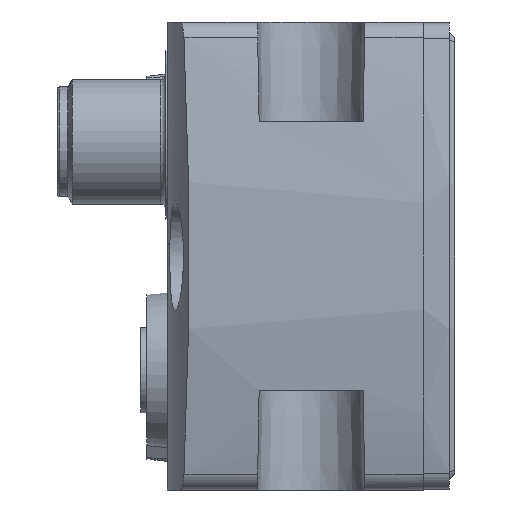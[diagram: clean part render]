
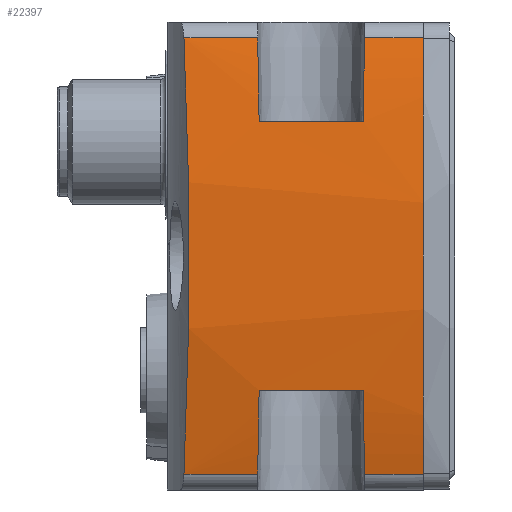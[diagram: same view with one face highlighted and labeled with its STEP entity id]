
A CAD part, left-side view. The second image highlights one B-rep face of the part: STEP entity #22397.
In plain terms, the highlighted cylindrical face has radius 88.394 mm (diameter 176.788 mm), a partial arc.
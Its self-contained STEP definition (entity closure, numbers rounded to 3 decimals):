
#91=B_SPLINE_CURVE_WITH_KNOTS('',3,(#30689,#30690,#30691,#30692,#30693,
#30694),.UNSPECIFIED.,.F.,.F.,(4,1,1,4),(0.,0.021,
0.032,0.042),.UNSPECIFIED.);
#204=ELLIPSE('',#23523,88.408,88.394);
#205=ELLIPSE('',#23524,88.408,88.394);
#206=ELLIPSE('',#23528,88.408,88.394);
#207=ELLIPSE('',#23529,88.408,88.394);
#233=CYLINDRICAL_SURFACE('',#23522,88.394);
#604=CIRCLE('',#23525,88.394);
#605=CIRCLE('',#23526,88.394);
#606=CIRCLE('',#23527,88.394);
#1917=ORIENTED_EDGE('',*,*,#6407,.T.);
#1918=ORIENTED_EDGE('',*,*,#6411,.T.);
#1919=ORIENTED_EDGE('',*,*,#6404,.T.);
#1920=ORIENTED_EDGE('',*,*,#6412,.T.);
#1921=ORIENTED_EDGE('',*,*,#6413,.T.);
#1922=ORIENTED_EDGE('',*,*,#6414,.T.);
#1923=ORIENTED_EDGE('',*,*,#6415,.T.);
#1924=ORIENTED_EDGE('',*,*,#6416,.T.);
#1925=ORIENTED_EDGE('',*,*,#6417,.F.);
#1926=ORIENTED_EDGE('',*,*,#6418,.F.);
#1927=ORIENTED_EDGE('',*,*,#6397,.F.);
#1928=ORIENTED_EDGE('',*,*,#6419,.F.);
#1929=ORIENTED_EDGE('',*,*,#6420,.F.);
#1930=ORIENTED_EDGE('',*,*,#6234,.T.);
#6234=EDGE_CURVE('',#8527,#8526,#91,.T.);
#6397=EDGE_CURVE('',#8626,#8627,#10126,.T.);
#6404=EDGE_CURVE('',#8631,#8633,#10131,.T.);
#6407=EDGE_CURVE('',#8526,#8634,#10132,.T.);
#6411=EDGE_CURVE('',#8634,#8631,#204,.F.);
#6412=EDGE_CURVE('',#8633,#8635,#205,.F.);
#6413=EDGE_CURVE('',#8635,#8636,#10133,.T.);
#6414=EDGE_CURVE('',#8636,#8637,#604,.T.);
#6415=EDGE_CURVE('',#8637,#8638,#605,.T.);
#6416=EDGE_CURVE('',#8638,#8639,#606,.T.);
#6417=EDGE_CURVE('',#8640,#8639,#10134,.T.);
#6418=EDGE_CURVE('',#8627,#8640,#206,.T.);
#6419=EDGE_CURVE('',#8641,#8626,#207,.T.);
#6420=EDGE_CURVE('',#8527,#8641,#10135,.T.);
#8526=VERTEX_POINT('',#30688);
#8527=VERTEX_POINT('',#30695);
#8626=VERTEX_POINT('',#31066);
#8627=VERTEX_POINT('',#31067);
#8631=VERTEX_POINT('',#31076);
#8633=VERTEX_POINT('',#31080);
#8634=VERTEX_POINT('',#31086);
#8635=VERTEX_POINT('',#31096);
#8636=VERTEX_POINT('',#31098);
#8637=VERTEX_POINT('',#31100);
#8638=VERTEX_POINT('',#31102);
#8639=VERTEX_POINT('',#31104);
#8640=VERTEX_POINT('',#31106);
#8641=VERTEX_POINT('',#31109);
#10126=LINE('',#31065,#11719);
#10131=LINE('',#31081,#11724);
#10132=LINE('',#31087,#11725);
#10133=LINE('',#31097,#11726);
#10134=LINE('',#31105,#11727);
#10135=LINE('',#31110,#11728);
#11719=VECTOR('',#25847,1000.);
#11724=VECTOR('',#25858,1000.);
#11725=VECTOR('',#25867,1000.);
#11726=VECTOR('',#25884,1000.);
#11727=VECTOR('',#25891,1000.);
#11728=VECTOR('',#25896,1000.);
#13015=EDGE_LOOP('',(#1917,#1918,#1919,#1920,#1921,#1922,#1923,#1924,#1925,
#1926,#1927,#1928,#1929,#1930));
#14162=FACE_BOUND('',#13015,.T.);
#22397=ADVANCED_FACE('',(#14162),#233,.T.);
#23522=AXIS2_PLACEMENT_3D('',#31093,#25878,#25879);
#23523=AXIS2_PLACEMENT_3D('',#31094,#25880,#25881);
#23524=AXIS2_PLACEMENT_3D('',#31095,#25882,#25883);
#23525=AXIS2_PLACEMENT_3D('',#31099,#25885,#25886);
#23526=AXIS2_PLACEMENT_3D('',#31101,#25887,#25888);
#23527=AXIS2_PLACEMENT_3D('',#31103,#25889,#25890);
#23528=AXIS2_PLACEMENT_3D('',#31107,#25892,#25893);
#23529=AXIS2_PLACEMENT_3D('',#31108,#25894,#25895);
#25847=DIRECTION('',(0.,-1.,0.));
#25858=DIRECTION('',(0.,-1.,0.));
#25867=DIRECTION('',(0.,-1.,0.));
#25878=DIRECTION('',(0.,-1.,0.));
#25879=DIRECTION('',(0.,0.,-1.));
#25880=DIRECTION('',(0.,-1.,-0.017));
#25881=DIRECTION('',(0.,-0.017,1.));
#25882=DIRECTION('',(0.,1.,-0.017));
#25883=DIRECTION('',(0.,-0.017,-1.));
#25884=DIRECTION('',(0.,-1.,0.));
#25885=DIRECTION('',(0.,1.,0.));
#25886=DIRECTION('',(1.,0.,0.));
#25887=DIRECTION('',(0.,1.,0.));
#25888=DIRECTION('',(1.,0.,0.));
#25889=DIRECTION('',(0.,1.,0.));
#25890=DIRECTION('',(1.,0.,0.));
#25891=DIRECTION('',(0.,-1.,0.));
#25892=DIRECTION('',(0.,1.,0.017));
#25893=DIRECTION('',(0.,-0.017,1.));
#25894=DIRECTION('',(0.,-1.,0.017));
#25895=DIRECTION('',(0.,-0.017,-1.));
#25896=DIRECTION('',(0.,-1.,0.));
#30688=CARTESIAN_POINT('',(-82.455,26.029,-20.975));
#30689=CARTESIAN_POINT('',(-82.455,26.029,20.975));
#30690=CARTESIAN_POINT('',(-84.141,25.715,14.073));
#30691=CARTESIAN_POINT('',(-85.396,25.429,3.644));
#30692=CARTESIAN_POINT('',(-84.566,25.613,-10.537));
#30693=CARTESIAN_POINT('',(-83.299,25.872,-17.523));
#30694=CARTESIAN_POINT('',(-82.455,26.029,-20.975));
#30695=CARTESIAN_POINT('',(-82.455,26.029,20.975));
#31065=CARTESIAN_POINT('',(-84.026,27.6,12.95));
#31066=CARTESIAN_POINT('',(-84.026,18.8,12.95));
#31067=CARTESIAN_POINT('',(-84.026,8.8,12.95));
#31076=CARTESIAN_POINT('',(-84.026,18.8,-12.95));
#31080=CARTESIAN_POINT('',(-84.026,8.8,-12.95));
#31081=CARTESIAN_POINT('',(-84.026,27.6,-12.95));
#31086=CARTESIAN_POINT('',(-82.455,18.94,-20.975));
#31087=CARTESIAN_POINT('',(-82.455,27.6,-20.975));
#31093=CARTESIAN_POINT('',(3.414,27.6,0.));
#31094=CARTESIAN_POINT('',(3.414,18.574,0.));
#31095=CARTESIAN_POINT('',(3.414,9.026,0.));
#31096=CARTESIAN_POINT('',(-82.455,8.66,-20.975));
#31097=CARTESIAN_POINT('',(-82.455,27.6,-20.975));
#31098=CARTESIAN_POINT('',(-82.455,3.,-20.975));
#31099=CARTESIAN_POINT('',(3.414,3.,0.));
#31100=CARTESIAN_POINT('',(-83.645,3.,-15.303));
#31101=CARTESIAN_POINT('',(3.414,3.,0.));
#31102=CARTESIAN_POINT('',(-83.645,3.,15.303));
#31103=CARTESIAN_POINT('',(3.414,3.,0.));
#31104=CARTESIAN_POINT('',(-82.455,3.,20.975));
#31105=CARTESIAN_POINT('',(-82.455,27.6,20.975));
#31106=CARTESIAN_POINT('',(-82.455,8.66,20.975));
#31107=CARTESIAN_POINT('',(3.414,9.026,0.));
#31108=CARTESIAN_POINT('',(3.414,18.574,0.));
#31109=CARTESIAN_POINT('',(-82.455,18.94,20.975));
#31110=CARTESIAN_POINT('',(-82.455,27.6,20.975));
